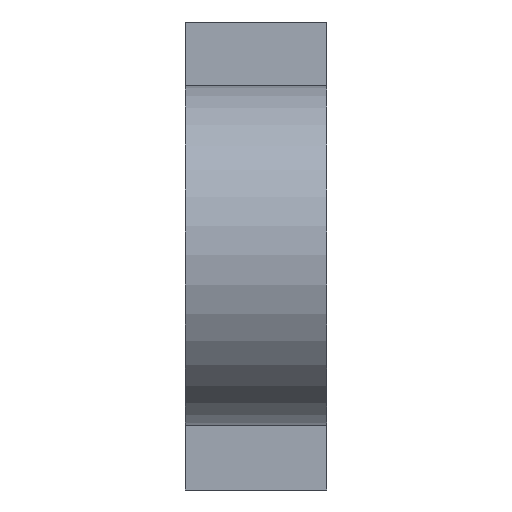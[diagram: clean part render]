
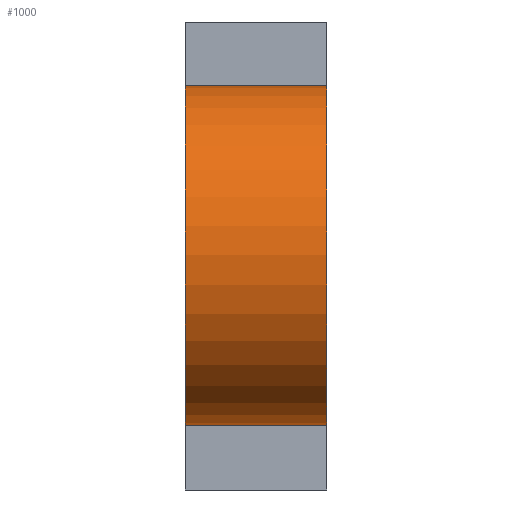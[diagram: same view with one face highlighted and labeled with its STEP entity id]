
A CAD part, front view. The second image highlights one B-rep face of the part: STEP entity #1000.
In plain terms, the highlighted cylindrical face has radius 12 mm (diameter 24 mm), a partial arc.
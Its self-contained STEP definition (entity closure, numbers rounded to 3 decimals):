
#88=CIRCLE('',#1094,12.);
#89=CIRCLE('',#1095,12.);
#111=CYLINDRICAL_SURFACE('',#1093,12.);
#158=FACE_OUTER_BOUND('',#212,.T.);
#212=EDGE_LOOP('',(#829,#830,#831,#832));
#311=LINE('',#1610,#403);
#313=LINE('',#1616,#405);
#403=VECTOR('',#1332,10.);
#405=VECTOR('',#1336,10.);
#503=VERTEX_POINT('',#1606);
#504=VERTEX_POINT('',#1608);
#506=VERTEX_POINT('',#1613);
#507=VERTEX_POINT('',#1615);
#631=EDGE_CURVE('',#503,#504,#311,.T.);
#633=EDGE_CURVE('',#507,#506,#313,.T.);
#653=EDGE_CURVE('',#506,#503,#88,.T.);
#654=EDGE_CURVE('',#507,#504,#89,.T.);
#829=ORIENTED_EDGE('',*,*,#633,.T.);
#830=ORIENTED_EDGE('',*,*,#653,.T.);
#831=ORIENTED_EDGE('',*,*,#631,.T.);
#832=ORIENTED_EDGE('',*,*,#654,.F.);
#1000=ADVANCED_FACE('',(#158),#111,.T.);
#1093=AXIS2_PLACEMENT_3D('',#1653,#1368,#1369);
#1094=AXIS2_PLACEMENT_3D('',#1654,#1370,#1371);
#1095=AXIS2_PLACEMENT_3D('',#1655,#1372,#1373);
#1332=DIRECTION('',(-1.,0.,0.));
#1336=DIRECTION('',(1.,0.,0.));
#1368=DIRECTION('center_axis',(-1.,0.,0.));
#1369=DIRECTION('ref_axis',(0.,0.,1.));
#1370=DIRECTION('center_axis',(-1.,0.,0.));
#1371=DIRECTION('ref_axis',(0.,0.,1.));
#1372=DIRECTION('center_axis',(-1.,0.,0.));
#1373=DIRECTION('ref_axis',(0.,0.,1.));
#1606=CARTESIAN_POINT('',(-8.5,-173.923,12.5));
#1608=CARTESIAN_POINT('',(-18.5,-173.923,12.5));
#1610=CARTESIAN_POINT('',(-8.5,-173.923,12.5));
#1613=CARTESIAN_POINT('',(-8.5,-173.923,-11.5));
#1615=CARTESIAN_POINT('',(-18.5,-173.923,-11.5));
#1616=CARTESIAN_POINT('',(-8.5,-173.923,-11.5));
#1653=CARTESIAN_POINT('Origin',(-8.5,-173.923,0.5));
#1654=CARTESIAN_POINT('Origin',(-8.5,-173.923,0.5));
#1655=CARTESIAN_POINT('Origin',(-18.5,-173.923,0.5));
